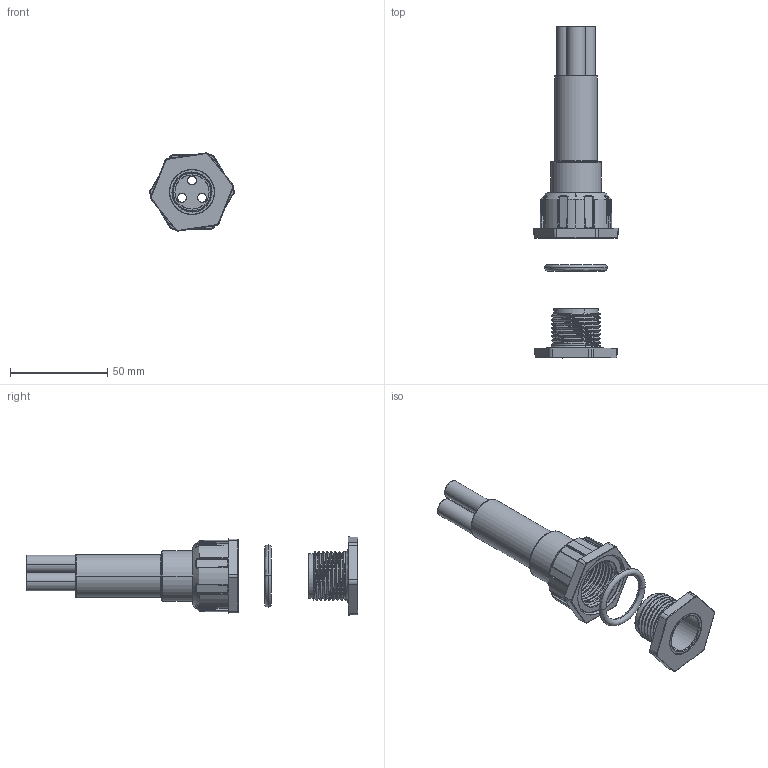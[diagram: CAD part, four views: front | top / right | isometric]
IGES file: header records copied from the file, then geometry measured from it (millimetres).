
Start section: SolidWorks IGES file using analytic representation for surfaces
Global section: file name: 2-NUS-3B.IGS; native system: SolidWorks 2020; preprocessor: SolidWorks 2020; author: office; date: 210528.125200; units: inch
Bounding box: 43.36 x 170.43 x 40.1 mm (x, y, z)
Surface area: 28526.7 mm2 (no closed solid volume)
Topology: 0 solids, 0 shells, 322 faces, 5448 edges, 5424 vertices
Faces by surface type: revolution 172, bspline 150
